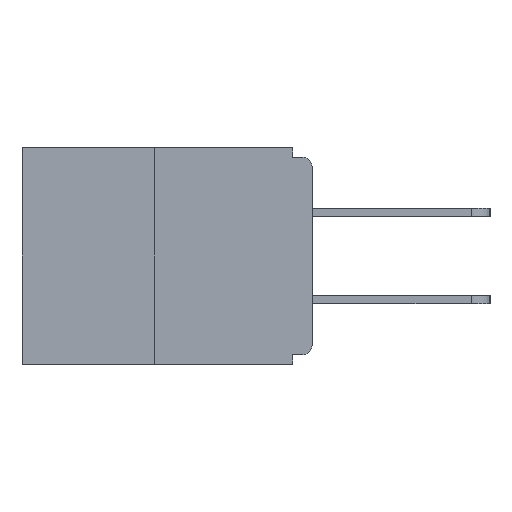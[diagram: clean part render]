
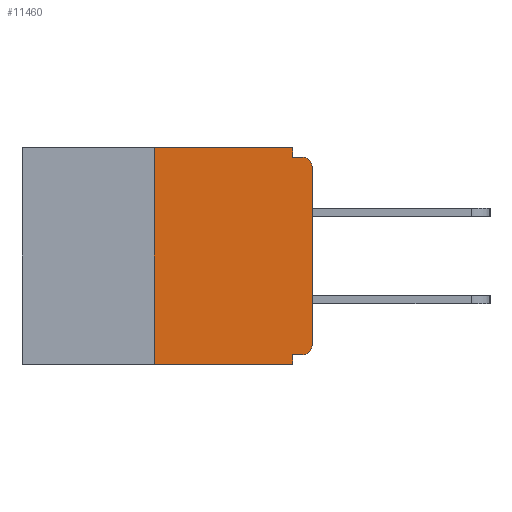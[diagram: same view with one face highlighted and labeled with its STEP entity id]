
A CAD part, left-side view. The second image highlights one B-rep face of the part: STEP entity #11460.
In plain terms, the highlighted planar face has unit normal (-1, 0, 0).
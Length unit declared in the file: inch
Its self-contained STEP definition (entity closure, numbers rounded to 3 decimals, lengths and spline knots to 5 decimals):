
#698 = DIRECTION ( 'NONE',  ( 0., -1., 0. ) ) ;
#892 = DIRECTION ( 'NONE',  ( 0., 0., -1. ) ) ;
#1060 = CARTESIAN_POINT ( 'NONE',  ( 0., 0., -0.015 ) ) ;
#1190 = VERTEX_POINT ( 'NONE', #3325 ) ;
#1534 = LINE ( 'NONE', #10228, #14697 ) ;
#2015 = VECTOR ( 'NONE', #4025, 39.37008 ) ;
#2350 = DIRECTION ( 'NONE',  ( 1., 0., 0. ) ) ;
#2453 = ORIENTED_EDGE ( 'NONE', *, *, #24131, .F. ) ;
#3325 = CARTESIAN_POINT ( 'NONE',  ( 0., 0.031, -0.343 ) ) ;
#3533 = AXIS2_PLACEMENT_3D ( 'NONE', #3928, #2350, #15723 ) ;
#3928 = CARTESIAN_POINT ( 'NONE',  ( 0., 0.46, 0. ) ) ;
#4003 = ORIENTED_EDGE ( 'NONE', *, *, #22983, .T. ) ;
#4025 = DIRECTION ( 'NONE',  ( 0., -1., 0. ) ) ;
#4072 = LINE ( 'NONE', #17145, #22490 ) ;
#4184 = VECTOR ( 'NONE', #24060, 39.37008 ) ;
#4186 = LINE ( 'NONE', #1060, #11361 ) ;
#4242 = LINE ( 'NONE', #20902, #9027 ) ;
#4267 = PLANE ( 'NONE',  #3533 ) ;
#5446 = CARTESIAN_POINT ( 'NONE',  ( 0., 0., -0.313 ) ) ;
#5525 = CARTESIAN_POINT ( 'NONE',  ( 0., 0.015, -0.03 ) ) ;
#5725 = CARTESIAN_POINT ( 'NONE',  ( 0., 0.25, 0. ) ) ;
#5848 = CARTESIAN_POINT ( 'NONE',  ( 0., 0.25, 0. ) ) ;
#6642 = DIRECTION ( 'NONE',  ( 0., -1., 0. ) ) ;
#7096 = LINE ( 'NONE', #17586, #2015 ) ;
#7284 = DIRECTION ( 'NONE',  ( 0., 0., -1. ) ) ;
#9027 = VECTOR ( 'NONE', #22664, 39.37008 ) ;
#9101 = CIRCLE ( 'NONE', #23509, 0.015 ) ;
#9278 = LINE ( 'NONE', #10688, #4184 ) ;
#10041 = CARTESIAN_POINT ( 'NONE',  ( 0., 0.031, -0.328 ) ) ;
#10228 = CARTESIAN_POINT ( 'NONE',  ( 0., 0., -0.328 ) ) ;
#10563 = VERTEX_POINT ( 'NONE', #17168 ) ;
#10586 = VERTEX_POINT ( 'NONE', #17324 ) ;
#10688 = CARTESIAN_POINT ( 'NONE',  ( 0., 0., 0. ) ) ;
#11120 = CARTESIAN_POINT ( 'NONE',  ( 0., 0.031, -0.015 ) ) ;
#11302 = DIRECTION ( 'NONE',  ( -1., 0., 0. ) ) ;
#11361 = VECTOR ( 'NONE', #6642, 39.37008 ) ;
#11460 = ADVANCED_FACE ( 'NONE', ( #23966 ), #4267, .F. ) ;
#11601 = DIRECTION ( 'NONE',  ( 0., 0., -1. ) ) ;
#12018 = VERTEX_POINT ( 'NONE', #22738 ) ;
#12278 = LINE ( 'NONE', #23755, #17668 ) ;
#12430 = AXIS2_PLACEMENT_3D ( 'NONE', #5525, #11302, #7284 ) ;
#12805 = VERTEX_POINT ( 'NONE', #5446 ) ;
#13064 = ORIENTED_EDGE ( 'NONE', *, *, #13860, .F. ) ;
#13390 = EDGE_CURVE ( 'NONE', #17580, #17472, #7096, .T. ) ;
#13860 = EDGE_CURVE ( 'NONE', #17472, #16461, #4242, .T. ) ;
#14385 = VECTOR ( 'NONE', #17319, 39.37008 ) ;
#14689 = ORIENTED_EDGE ( 'NONE', *, *, #19499, .F. ) ;
#14697 = VECTOR ( 'NONE', #23590, 39.37008 ) ;
#15264 = EDGE_LOOP ( 'NONE', ( #17868, #21565, #4003, #14689, #22128, #15571, #23384, #21418, #2453, #13064 ) ) ;
#15571 = ORIENTED_EDGE ( 'NONE', *, *, #18545, .T. ) ;
#15723 = DIRECTION ( 'NONE',  ( 0., 0., -1. ) ) ;
#16461 = VERTEX_POINT ( 'NONE', #11120 ) ;
#16846 = CARTESIAN_POINT ( 'NONE',  ( 0., 0.031, 0. ) ) ;
#17145 = CARTESIAN_POINT ( 'NONE',  ( 0., 0.031, -0.343 ) ) ;
#17168 = CARTESIAN_POINT ( 'NONE',  ( 0., 0., -0.03 ) ) ;
#17319 = DIRECTION ( 'NONE',  ( 0., 0., 1. ) ) ;
#17324 = CARTESIAN_POINT ( 'NONE',  ( 0., 0.015, -0.328 ) ) ;
#17472 = VERTEX_POINT ( 'NONE', #16846 ) ;
#17580 = VERTEX_POINT ( 'NONE', #5725 ) ;
#17586 = CARTESIAN_POINT ( 'NONE',  ( 0., 0.46, 0. ) ) ;
#17668 = VECTOR ( 'NONE', #698, 39.37008 ) ;
#17868 = ORIENTED_EDGE ( 'NONE', *, *, #13390, .F. ) ;
#18269 = CARTESIAN_POINT ( 'NONE',  ( 0., 0.015, -0.313 ) ) ;
#18545 = EDGE_CURVE ( 'NONE', #10586, #12805, #9101, .T. ) ;
#19022 = VERTEX_POINT ( 'NONE', #10041 ) ;
#19145 = CARTESIAN_POINT ( 'NONE',  ( 0., 0.25, -0.343 ) ) ;
#19499 = EDGE_CURVE ( 'NONE', #19022, #1190, #4072, .T. ) ;
#19529 = VERTEX_POINT ( 'NONE', #19145 ) ;
#19925 = DIRECTION ( 'NONE',  ( -1., 0., 0. ) ) ;
#20347 = LINE ( 'NONE', #5848, #14385 ) ;
#20793 = EDGE_CURVE ( 'NONE', #10563, #12018, #22979, .T. ) ;
#20902 = CARTESIAN_POINT ( 'NONE',  ( 0., 0.031, 0. ) ) ;
#21418 = ORIENTED_EDGE ( 'NONE', *, *, #20793, .T. ) ;
#21565 = ORIENTED_EDGE ( 'NONE', *, *, #23192, .F. ) ;
#22128 = ORIENTED_EDGE ( 'NONE', *, *, #22869, .F. ) ;
#22490 = VECTOR ( 'NONE', #11601, 39.37008 ) ;
#22664 = DIRECTION ( 'NONE',  ( 0., 0., -1. ) ) ;
#22738 = CARTESIAN_POINT ( 'NONE',  ( 0., 0.015, -0.015 ) ) ;
#22869 = EDGE_CURVE ( 'NONE', #10586, #19022, #1534, .T. ) ;
#22979 = CIRCLE ( 'NONE', #12430, 0.015 ) ;
#22983 = EDGE_CURVE ( 'NONE', #19529, #1190, #12278, .T. ) ;
#23192 = EDGE_CURVE ( 'NONE', #19529, #17580, #20347, .T. ) ;
#23384 = ORIENTED_EDGE ( 'NONE', *, *, #23630, .T. ) ;
#23509 = AXIS2_PLACEMENT_3D ( 'NONE', #18269, #19925, #892 ) ;
#23590 = DIRECTION ( 'NONE',  ( 0., 1., 0. ) ) ;
#23630 = EDGE_CURVE ( 'NONE', #12805, #10563, #9278, .T. ) ;
#23755 = CARTESIAN_POINT ( 'NONE',  ( 0., 0.46, -0.343 ) ) ;
#23966 = FACE_OUTER_BOUND ( 'NONE', #15264, .T. ) ;
#24060 = DIRECTION ( 'NONE',  ( 0., 0., 1. ) ) ;
#24131 = EDGE_CURVE ( 'NONE', #16461, #12018, #4186, .T. ) ;
